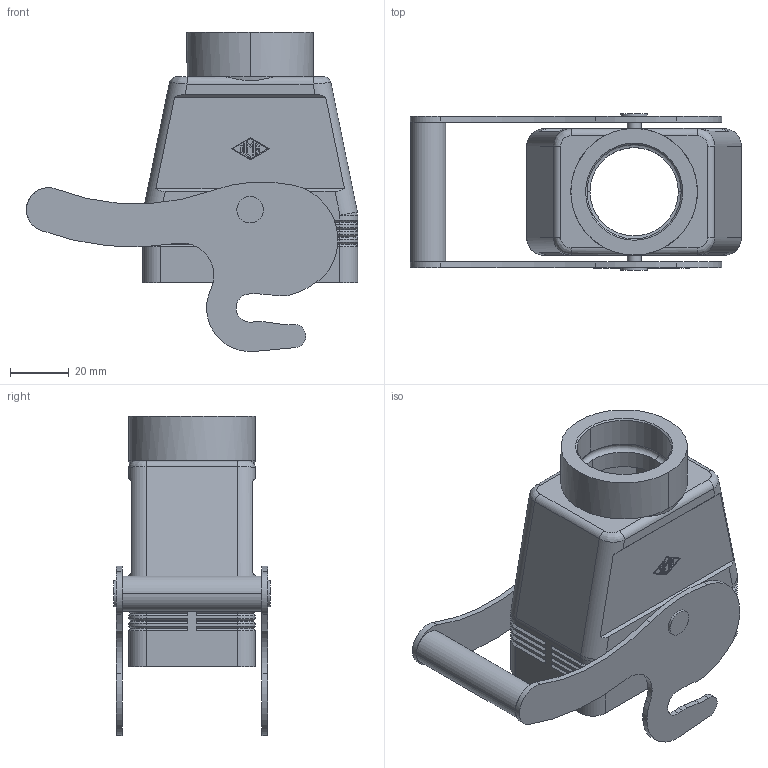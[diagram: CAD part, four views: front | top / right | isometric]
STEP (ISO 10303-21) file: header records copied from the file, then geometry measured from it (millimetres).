
FILE_DESCRIPTION(('Creo Elements/Direct Modeling STEP Export'),'2;1');
FILE_NAME('MAV 10 YX32.stp','2014-09-11T 8:18:16',(''),(''),'Creo Elements/Direct Modeling STEP processor for AP214 (Solid Model)','Creo Elements/Direct Modeling 18.0B 02-Dec-2011 (C) Parametric Technology GmbH','');
FILE_SCHEMA(('AUTOMOTIVE_DESIGN { 1 0 10303 214 1 1 1 1 }'));
Length unit declared in the file: millimetre
Products named in the file (1): MAV_10_YX32
Bounding box: 112.5 x 53.2 x 108.36 mm (x, y, z)
Volume: 78204.2 mm3; surface area: 50267.5 mm2
Topology: 1 solids, 1 shells, 379 faces, 919 edges, 556 vertices
Faces by surface type: plane 189, cylinder 134, cone 46, bspline 4, sphere 4, torus 2
Entity records: 11341 total; most frequent: CARTESIAN_POINT 2517, DIRECTION 1855, ORIENTED_EDGE 1822, EDGE_CURVE 911, AXIS2_PLACEMENT_3D 628, VECTOR 599, LINE 599, VERTEX_POINT 556
